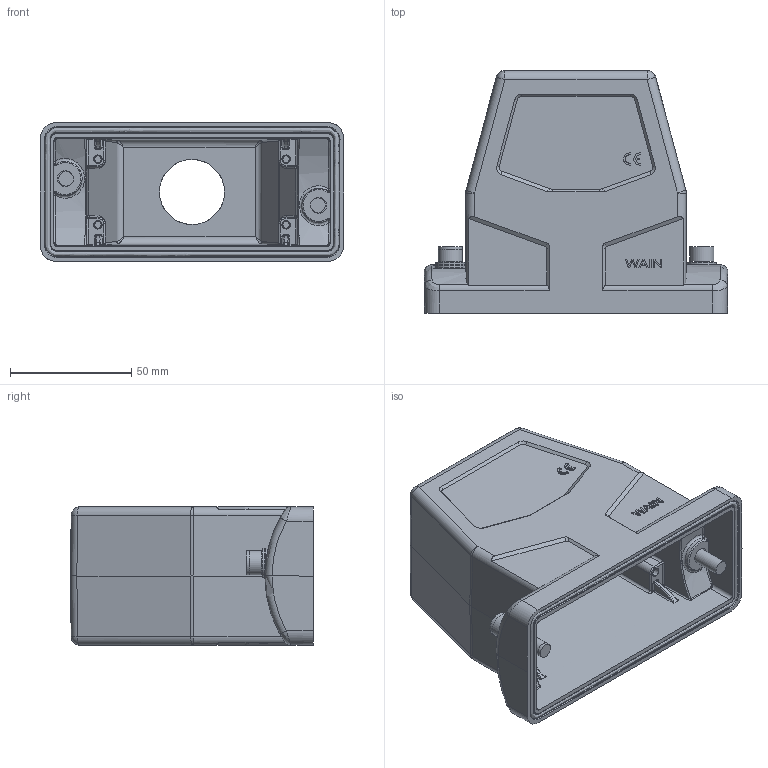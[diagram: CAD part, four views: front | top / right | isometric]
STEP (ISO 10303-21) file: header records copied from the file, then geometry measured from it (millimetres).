
FILE_DESCRIPTION(/* description */ (''),/* implementation_level */ '2;1');
FILE_NAME(/* name */ '3D_1140164205005_HC16B-TEH-2S-M40_V1.1.stp',/* time_stamp */ '2024-04-02T10:35:49+08:00',/* author */ (''),/* organization */ (''),/* preprocessor_version */ 'ST-DEVELOPER v18.1',/* originating_system */ 'SIEMENS PLM Software NX 1980',/* authorisation */ '');
FILE_SCHEMA (('AUTOMOTIVE_DESIGN { 1 0 10303 214 3 1 1 1 }'));
Length unit declared in the file: millimetre
Products named in the file (1): 3D_1140164205005_HC16B-TEH-2S-M40_V1.1_stp
Bounding box: 125 x 100 x 57 mm (x, y, z)
Volume: 167946.1 mm3; surface area: 71064.7 mm2
Topology: 5 solids, 5 shells, 588 faces, 1434 edges, 868 vertices
Faces by surface type: plane 235, cylinder 202, torus 62, bspline 53, sphere 24, cone 12
Full cylindrical faces by diameter (mm): 6 x6, 10 x3, 12 x3, 26.8 x1
Entity records: 23001 total; most frequent: CARTESIAN_POINT 10276, ORIENTED_EDGE 2784, DIRECTION 2327, EDGE_CURVE 1392, VERTEX_POINT 867, AXIS2_PLACEMENT_3D 841, EDGE_LOOP 646, LINE 645
